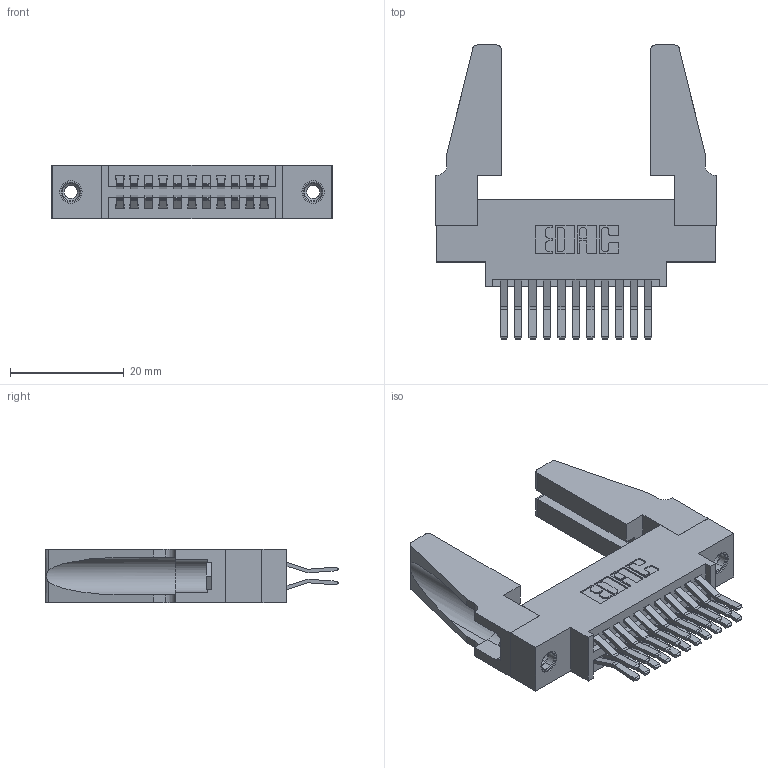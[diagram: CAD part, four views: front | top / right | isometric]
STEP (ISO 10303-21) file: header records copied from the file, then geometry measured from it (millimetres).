
FILE_DESCRIPTION (( 'STEP AP203' ), '1' );
FILE_NAME ('395-022-560-888.STEP', '2019-10-16T15:48:12', ( '' ), ( '' ), 'SwSTEP 2.0', 'SolidWorks 2016', '' );
FILE_SCHEMA (( 'CONFIG_CONTROL_DESIGN' ));
Length unit declared in the file: inch
Products named in the file (5): 345 Part_0.170 Offset - 0.156 Dia-TH; 345-292-001_560 Tail; 345-250-001_345-250-001-102; 345-220-078_345-220-088; 395-022-560-888
Assembly tree (27 placements, depth 2):
  395-022-560-888
    345 Part_0.170 Offset - 0.156 Dia-TH
    345-292-001_560 Tail  x22
    345-250-001_345-250-001-102  x2
    345-220-078_345-220-088  x2
Bounding box: 49.17 x 51.62 x 9.4 mm (x, y, z)
Volume: 7772.4 mm3; surface area: 9717.3 mm2
Topology: 27 solids, 27 shells, 1398 faces, 4077 edges, 2678 vertices
Faces by surface type: plane 882, cylinder 500, cone 12, torus 4
Entity records: 15172 total; most frequent: CARTESIAN_POINT 2570, ORIENTED_EDGE 2464, DIRECTION 2312, EDGE_CURVE 1232, VECTOR 1010, LINE 1010, VERTEX_POINT 814, AXIS2_PLACEMENT_3D 651
